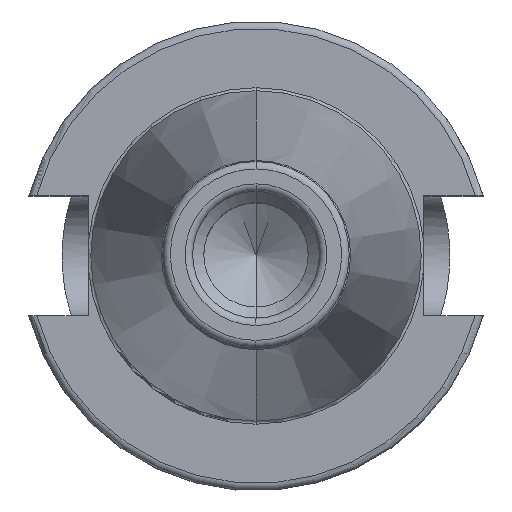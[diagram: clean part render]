
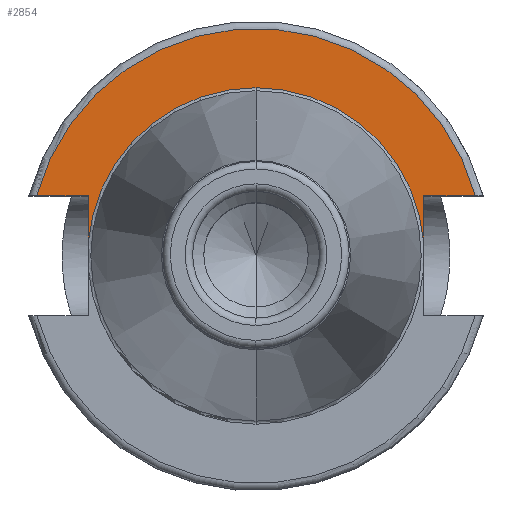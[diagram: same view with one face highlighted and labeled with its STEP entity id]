
A CAD part, top view. The second image highlights one B-rep face of the part: STEP entity #2854.
In plain terms, the highlighted planar face has unit normal (0, 0, 1).
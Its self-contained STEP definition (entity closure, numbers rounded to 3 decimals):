
#498=CARTESIAN_POINT('',(0,0,10));
#499=DIRECTION('',(0,0,1));
#500=DIRECTION('',(0,1,0));
#501=AXIS2_PLACEMENT_3D('',#498,#499,#500);
#965=DIRECTION('',(0,1,0));
#966=VECTOR('',#965,6.317);
#967=CARTESIAN_POINT('',(-22.5,1.733,10));
#968=LINE('',#967,#966);
#969=DIRECTION('',(1,0,0));
#970=VECTOR('',#969,6.918);
#971=CARTESIAN_POINT('',(-29.418,8.05,10));
#972=LINE('',#971,#970);
#973=DIRECTION('',(-1,0,0));
#974=VECTOR('',#973,6.918);
#975=CARTESIAN_POINT('',(29.418,8.05,10));
#976=LINE('',#975,#974);
#977=DIRECTION('',(0,-1,0));
#978=VECTOR('',#977,6.317);
#979=CARTESIAN_POINT('',(22.5,8.05,10));
#980=LINE('',#979,#978);
#995=CARTESIAN_POINT('',(0,0,10));
#996=DIRECTION('',(0,0,-1));
#997=DIRECTION('',(0,1,0));
#998=AXIS2_PLACEMENT_3D('',#995,#996,#997);
#1034=CARTESIAN_POINT('',(0,0,10));
#1035=DIRECTION('',(0,0,1));
#1036=DIRECTION('',(0.965,0.264,0));
#1037=AXIS2_PLACEMENT_3D('',#1034,#1035,#1036);
#1429=CARTESIAN_POINT('',(0,22.567,10));
#1431=VERTEX_POINT('',#1429);
#1545=CARTESIAN_POINT('',(-22.5,1.733,10));
#1546=CARTESIAN_POINT('',(-22.5,8.05,10));
#1547=VERTEX_POINT('',#1545);
#1548=VERTEX_POINT('',#1546);
#1549=CARTESIAN_POINT('',(-29.418,8.05,10));
#1550=VERTEX_POINT('',#1549);
#1551=CARTESIAN_POINT('',(22.5,8.05,10));
#1552=CARTESIAN_POINT('',(22.5,1.733,10));
#1553=VERTEX_POINT('',#1551);
#1554=VERTEX_POINT('',#1552);
#1561=CARTESIAN_POINT('',(29.418,8.05,10));
#1562=VERTEX_POINT('',#1561);
#2838=CARTESIAN_POINT('',(0,0,10));
#2839=DIRECTION('',(0,0,-1));
#2840=DIRECTION('',(0,-1,0));
#2841=AXIS2_PLACEMENT_3D('',#2838,#2839,#2840);
#2842=PLANE('',#2841);
#2843=ORIENTED_EDGE('',*,*,#2443,.T.);
#2844=ORIENTED_EDGE('',*,*,#2675,.F.);
#2846=ORIENTED_EDGE('',*,*,#2845,.F.);
#2847=ORIENTED_EDGE('',*,*,#2798,.T.);
#2848=ORIENTED_EDGE('',*,*,#2782,.T.);
#2850=ORIENTED_EDGE('',*,*,#2849,.F.);
#2851=ORIENTED_EDGE('',*,*,#2420,.T.);
#2852=EDGE_LOOP('',(#2843,#2844,#2846,#2847,#2848,#2850,#2851));
#2853=FACE_OUTER_BOUND('',#2852,.F.);
#2854=ADVANCED_FACE('',(#2853),#2842,.F.);
#502=CIRCLE('',#501,22.567);
#999=CIRCLE('',#998,22.567);
#1038=CIRCLE('',#1037,30.5);
#2420=EDGE_CURVE('',#1431,#1547,#502,.T.);
#2443=EDGE_CURVE('',#1547,#1548,#968,.T.);
#2675=EDGE_CURVE('',#1550,#1548,#972,.T.);
#2782=EDGE_CURVE('',#1553,#1554,#980,.T.);
#2798=EDGE_CURVE('',#1562,#1553,#976,.T.);
#2845=EDGE_CURVE('',#1562,#1550,#1038,.T.);
#2849=EDGE_CURVE('',#1431,#1554,#999,.T.);
